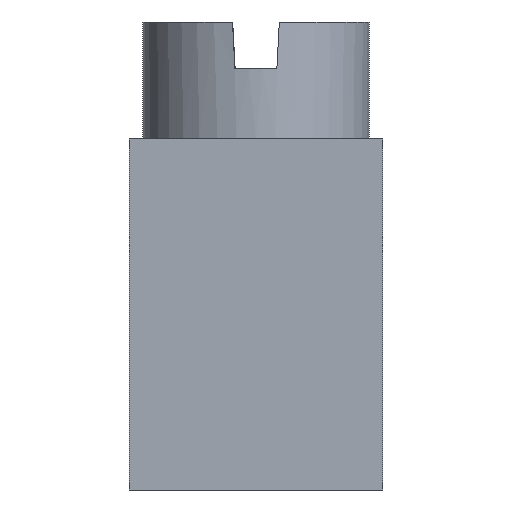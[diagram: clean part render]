
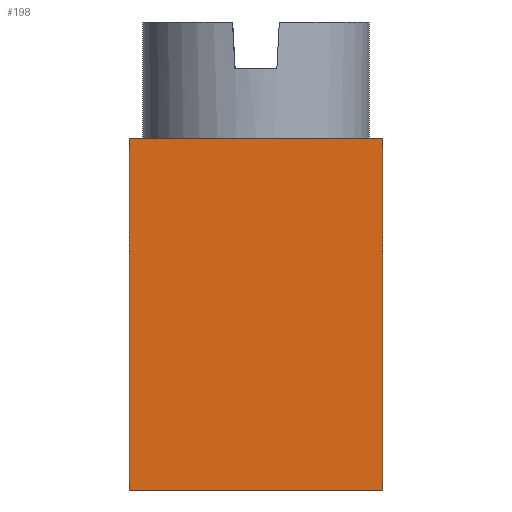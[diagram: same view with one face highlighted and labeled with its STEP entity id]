
A CAD part, left-side view. The second image highlights one B-rep face of the part: STEP entity #198.
In plain terms, the highlighted planar face has unit normal (-1, 0, 0).
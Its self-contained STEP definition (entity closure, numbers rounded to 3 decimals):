
#86 = EDGE_CURVE ( 'NONE', #12290, #12262, #11469, .T. ) ;
#137 = EDGE_CURVE ( 'NONE', #12290, #12310, #11507, .T. ) ;
#138 = EDGE_CURVE ( 'NONE', #12275, #12310, #11525, .T. ) ;
#139 = EDGE_CURVE ( 'NONE', #12275, #12262, #11503, .T. ) ;
#198 = ADVANCED_FACE ( 'NONE', ( #11855 ), #11931, .F. ) ;
#1559 = CARTESIAN_POINT ( 'NONE',  ( 0.05, 6.5, 0. ) ) ;
#1586 = CARTESIAN_POINT ( 'NONE',  ( 0.05, 6.5, 9. ) ) ;
#1648 = CARTESIAN_POINT ( 'NONE',  ( 0.05, 0., 9. ) ) ;
#1651 = CARTESIAN_POINT ( 'NONE',  ( 0.05, 0., 0. ) ) ;
#2633 = EDGE_LOOP ( 'NONE', ( #7815, #7874, #7864, #7794 ) ) ;
#7197 = AXIS2_PLACEMENT_3D ( 'NONE', #11928, #11885, #11891 ) ;
#7565 = VECTOR ( 'NONE', #11511, 1000. ) ;
#7580 = VECTOR ( 'NONE', #11458, 1000. ) ;
#7585 = VECTOR ( 'NONE', #11496, 1000. ) ;
#7589 = VECTOR ( 'NONE', #11498, 1000. ) ;
#7794 = ORIENTED_EDGE ( 'NONE', *, *, #86, .F. ) ;
#7815 = ORIENTED_EDGE ( 'NONE', *, *, #137, .T. ) ;
#7864 = ORIENTED_EDGE ( 'NONE', *, *, #139, .T. ) ;
#7874 = ORIENTED_EDGE ( 'NONE', *, *, #138, .F. ) ;
#11458 = DIRECTION ( 'NONE',  ( 0., 1., 0. ) ) ;
#11469 = LINE ( 'NONE', #11479, #7580 ) ;
#11479 = CARTESIAN_POINT ( 'NONE',  ( 0.05, 0., 0. ) ) ;
#11481 = CARTESIAN_POINT ( 'NONE',  ( 0.05, 6.5, 9. ) ) ;
#11482 = CARTESIAN_POINT ( 'NONE',  ( 0.05, 6.5, 9. ) ) ;
#11496 = DIRECTION ( 'NONE',  ( 0., -1., 0. ) ) ;
#11498 = DIRECTION ( 'NONE',  ( 0., 0., -1. ) ) ;
#11503 = LINE ( 'NONE', #11482, #7589 ) ;
#11507 = LINE ( 'NONE', #11512, #7565 ) ;
#11511 = DIRECTION ( 'NONE',  ( 0., 0., 1. ) ) ;
#11512 = CARTESIAN_POINT ( 'NONE',  ( 0.05, 0., 9. ) ) ;
#11525 = LINE ( 'NONE', #11481, #7585 ) ;
#11855 = FACE_OUTER_BOUND ( 'NONE', #2633, .T. ) ;
#11885 = DIRECTION ( 'NONE',  ( 1., 0., 0. ) ) ;
#11891 = DIRECTION ( 'NONE',  ( 0., 0., -1. ) ) ;
#11928 = CARTESIAN_POINT ( 'NONE',  ( 0.05, 0., 9. ) ) ;
#11931 = PLANE ( 'NONE',  #7197 ) ;
#12262 = VERTEX_POINT ( 'NONE', #1559 ) ;
#12275 = VERTEX_POINT ( 'NONE', #1586 ) ;
#12290 = VERTEX_POINT ( 'NONE', #1651 ) ;
#12310 = VERTEX_POINT ( 'NONE', #1648 ) ;
